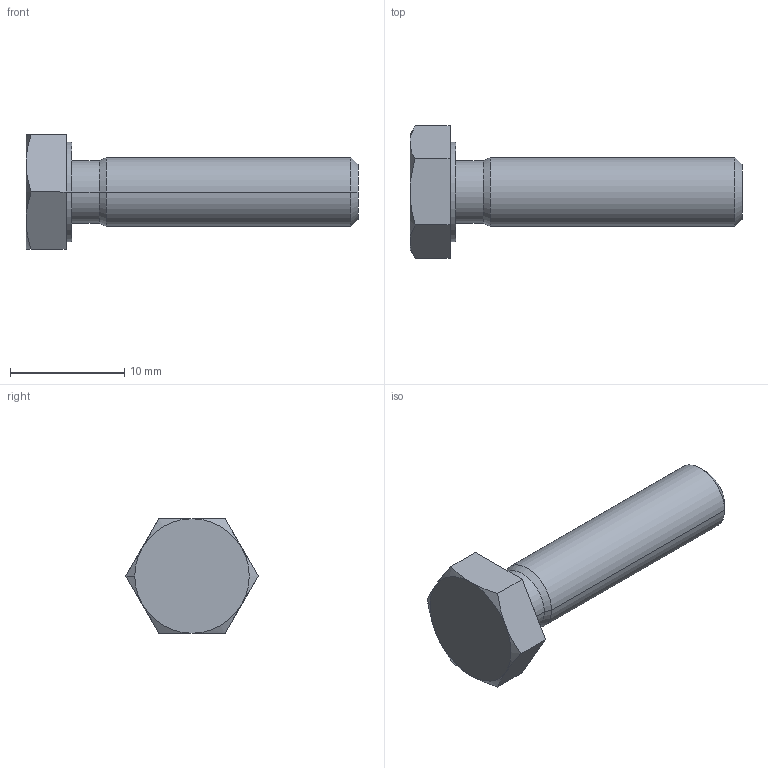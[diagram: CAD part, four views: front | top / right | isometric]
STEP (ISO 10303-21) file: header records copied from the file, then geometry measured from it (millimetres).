
FILE_DESCRIPTION (( 'STEP AP203' ), '1' );
FILE_NAME ('DIN 933 - replaced by DIN EN 24017 M6 x 25.stp_Default_sldprt.STEP', '2024-04-16T11:02:21', ( '' ), ( '' ), 'SwSTEP 2.0', 'SolidWorks 2023', '' );
FILE_SCHEMA (( 'CONFIG_CONTROL_DESIGN' ));
Length unit declared in the file: millimetre
Products named in the file (1): DIN 933 - replaced by DIN EN 24017 M6  x 25.stp_Default_sldprt
Bounding box: 29 x 11.55 x 10 mm (x, y, z)
Volume: 1022.2 mm3; surface area: 769.4 mm2
Topology: 1 solids, 1 shells, 27 faces, 56 edges, 33 vertices
Faces by surface type: cone 11, plane 10, cylinder 6
Entity records: 772 total; most frequent: CARTESIAN_POINT 141, DIRECTION 121, ORIENTED_EDGE 112, EDGE_CURVE 56, AXIS2_PLACEMENT_3D 49, VERTEX_POINT 33, EDGE_LOOP 29, FACE_OUTER_BOUND 27
